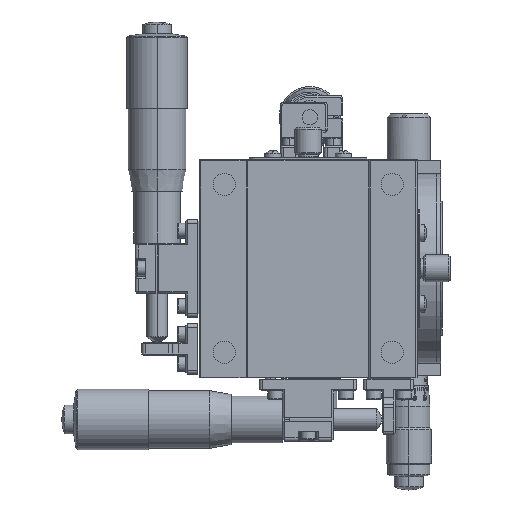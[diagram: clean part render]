
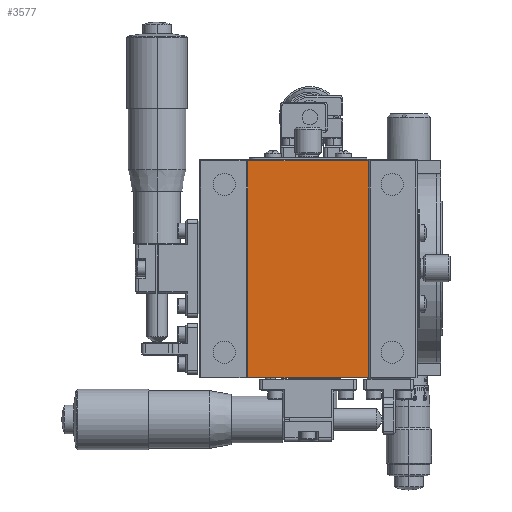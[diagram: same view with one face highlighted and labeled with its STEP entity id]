
A CAD part, front view. The second image highlights one B-rep face of the part: STEP entity #3577.
In plain terms, the highlighted planar face has unit normal (0, 1, 0).
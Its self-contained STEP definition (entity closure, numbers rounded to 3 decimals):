
#878 = EDGE_CURVE ( 'NONE', #38284, #34700, #24505, .T. ) ;
#1997 = CARTESIAN_POINT ( 'NONE',  ( -72.344, 22.032, 85.869 ) ) ;
#3545 = ORIENTED_EDGE ( 'NONE', *, *, #41418, .T. ) ;
#3577 = ADVANCED_FACE ( 'NONE', ( #30495 ), #30694, .T. ) ;
#5619 = VECTOR ( 'NONE', #48470, 1000. ) ;
#7679 = CARTESIAN_POINT ( 'NONE',  ( -108.344, 22.032, 85.869 ) ) ;
#8913 = LINE ( 'NONE', #7679, #26611 ) ;
#8971 = AXIS2_PLACEMENT_3D ( 'NONE', #26893, #34466, #11873 ) ;
#11873 = DIRECTION ( 'NONE',  ( 0., 0., 1. ) ) ;
#12079 = ORIENTED_EDGE ( 'NONE', *, *, #30062, .T. ) ;
#13529 = LINE ( 'NONE', #1997, #22447 ) ;
#14510 = CARTESIAN_POINT ( 'NONE',  ( -108.344, 22.032, 20.869 ) ) ;
#14998 = VECTOR ( 'NONE', #32832, 1000. ) ;
#16149 = ORIENTED_EDGE ( 'NONE', *, *, #48720, .T. ) ;
#21060 = ORIENTED_EDGE ( 'NONE', *, *, #878, .T. ) ;
#22109 = CARTESIAN_POINT ( 'NONE',  ( -90.344, 22.032, 85.369 ) ) ;
#22447 = VECTOR ( 'NONE', #43475, 1000. ) ;
#24505 = LINE ( 'NONE', #22109, #5619 ) ;
#26611 = VECTOR ( 'NONE', #41613, 1000. ) ;
#26893 = CARTESIAN_POINT ( 'NONE',  ( -90.344, 22.032, 85.869 ) ) ;
#28229 = CARTESIAN_POINT ( 'NONE',  ( -108.344, 22.032, 85.369 ) ) ;
#29051 = CARTESIAN_POINT ( 'NONE',  ( -90.344, 22.032, 20.869 ) ) ;
#30062 = EDGE_CURVE ( 'NONE', #38038, #43635, #45068, .T. ) ;
#30495 = FACE_OUTER_BOUND ( 'NONE', #32346, .T. ) ;
#30694 = PLANE ( 'NONE',  #8971 ) ;
#32346 = EDGE_LOOP ( 'NONE', ( #21060, #16149, #12079, #3545 ) ) ;
#32832 = DIRECTION ( 'NONE',  ( -1., 0., 0. ) ) ;
#34466 = DIRECTION ( 'NONE',  ( 0., 1., 0. ) ) ;
#34700 = VERTEX_POINT ( 'NONE', #36971 ) ;
#36971 = CARTESIAN_POINT ( 'NONE',  ( -72.344, 22.032, 85.369 ) ) ;
#38038 = VERTEX_POINT ( 'NONE', #45506 ) ;
#38284 = VERTEX_POINT ( 'NONE', #28229 ) ;
#41418 = EDGE_CURVE ( 'NONE', #43635, #38284, #8913, .T. ) ;
#41613 = DIRECTION ( 'NONE',  ( 0., 0., 1. ) ) ;
#43475 = DIRECTION ( 'NONE',  ( 0., 0., -1. ) ) ;
#43635 = VERTEX_POINT ( 'NONE', #14510 ) ;
#45068 = LINE ( 'NONE', #29051, #14998 ) ;
#45506 = CARTESIAN_POINT ( 'NONE',  ( -72.344, 22.032, 20.869 ) ) ;
#48470 = DIRECTION ( 'NONE',  ( 1., 0., 0. ) ) ;
#48720 = EDGE_CURVE ( 'NONE', #34700, #38038, #13529, .T. ) ;
